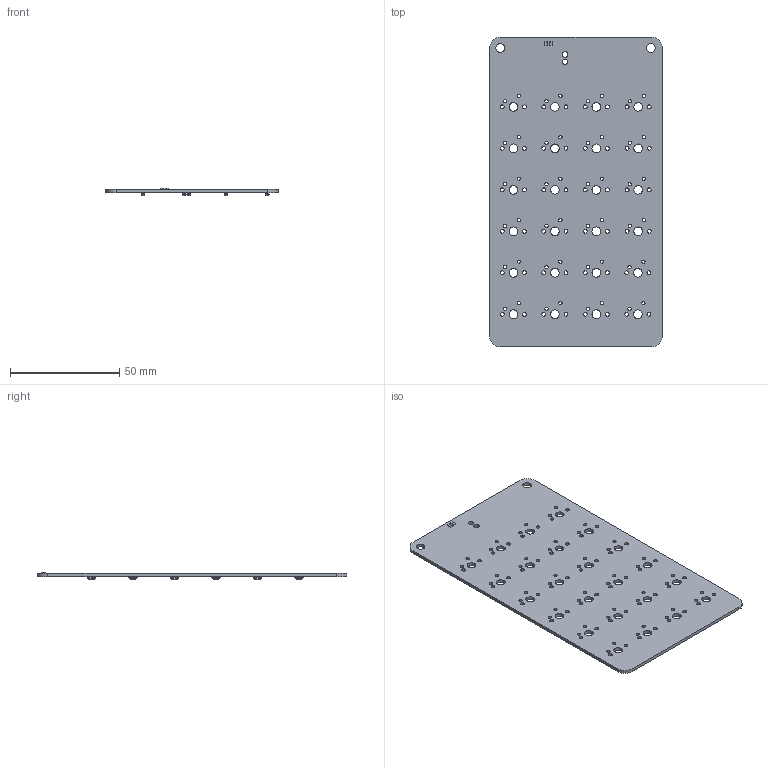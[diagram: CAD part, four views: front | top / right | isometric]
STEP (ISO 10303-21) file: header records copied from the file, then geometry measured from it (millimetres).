
FILE_DESCRIPTION(('KiCad electronic assembly'),'2;1');
FILE_NAME('MyNumPad.step','2025-12-26T22:07:59',('Pcbnew'),('Kicad'), 'Open CASCADE STEP processor 7.9','KiCad to STEP converter','Unknown' );
FILE_SCHEMA(('AUTOMOTIVE_DESIGN { 1 0 10303 214 1 1 1 1 }'));
Length unit declared in the file: millimetre
Products named in the file (4): MyNumPad 1; R_0805_2012Metric; D_SOD-123; MyNumPad_PCB
Assembly tree (27 placements, depth 2):
  MyNumPad 1
    R_0805_2012Metric  x2
    D_SOD-123  x24
    MyNumPad_PCB
Bounding box: 79 x 142 x 3.39 mm (x, y, z)
Volume: 16215.4 mm3; surface area: 23735.7 mm2
Topology: 27 solids, 27 shells, 1602 faces, 4084 edges, 2560 vertices
Faces by surface type: plane 882, bspline 384, cylinder 336
Full cylindrical faces by diameter (mm): 1.524 x48, 1.75 x48, 2.5 x2, 3.988 x24, 4 x2
Entity records: 8595 total; most frequent: DIRECTION 1338, CARTESIAN_POINT 1331, ORIENTED_EDGE 1224, EDGE_CURVE 612, AXIS2_PLACEMENT_3D 519, FACE_BOUND 468, EDGE_LOOP 468, VERTEX_POINT 400
